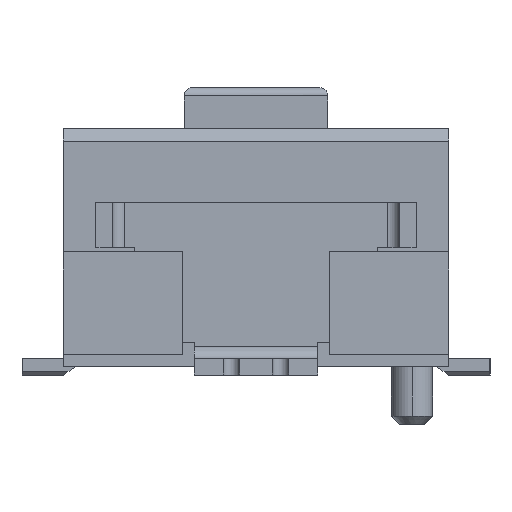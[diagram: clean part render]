
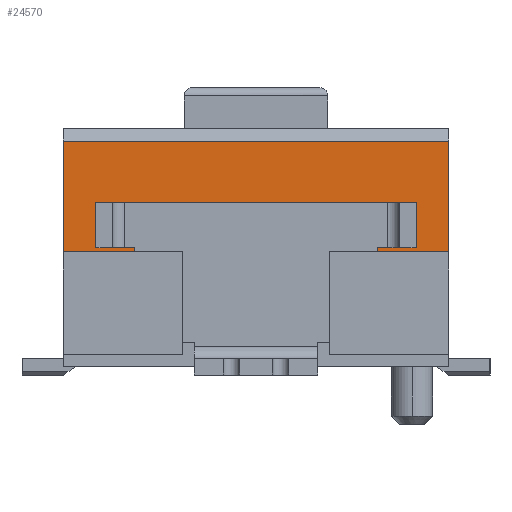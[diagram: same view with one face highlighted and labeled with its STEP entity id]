
A CAD part, left-side view. The second image highlights one B-rep face of the part: STEP entity #24570.
In plain terms, the highlighted planar face has unit normal (-1, 0, 0).
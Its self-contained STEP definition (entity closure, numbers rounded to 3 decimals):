
#7940=CARTESIAN_POINT('',(-9.1,2.35,3.85));
#7950=VERTEX_POINT('',#7940);
#7980=CARTESIAN_POINT('',(-9.1,2.35,0.));
#7990=DIRECTION('',(0.,0.,-1.));
#8000=VECTOR('',#7990,1.);
#8010=LINE('',#7980,#8000);
#8020=CARTESIAN_POINT('',(-9.1,2.35,2.5));
#8030=VERTEX_POINT('',#8020);
#8040=EDGE_CURVE('',#7950,#8030,#8010,.T.);
#23190=CARTESIAN_POINT('',(-9.1,-1.6,1.5));
#23200=DIRECTION('',(1.,0.,0.));
#23210=DIRECTION('',(0.,-1.,0.));
#23220=AXIS2_PLACEMENT_3D('',#23190,#23200,#23210);
#23230=PLANE('',#23220);
#23240=CARTESIAN_POINT('',(-9.1,0.,1.6));
#23250=DIRECTION('',(0.,1.,0.));
#23260=VECTOR('',#23250,1.);
#23270=LINE('',#23240,#23260);
#23280=CARTESIAN_POINT('',(-9.1,1.475,1.6));
#23290=VERTEX_POINT('',#23280);
#23300=CARTESIAN_POINT('',(-9.1,1.5,1.6));
#23310=VERTEX_POINT('',#23300);
#23320=EDGE_CURVE('',#23290,#23310,#23270,.T.);
#23330=ORIENTED_EDGE('',*,*,#23320,.F.);
#23340=CARTESIAN_POINT('',(-9.1,1.5,0.));
#23350=DIRECTION('',(0.,0.,-1.));
#23360=VECTOR('',#23350,1.);
#23370=LINE('',#23340,#23360);
#23380=CARTESIAN_POINT('',(-9.1,1.5,2.4));
#23390=VERTEX_POINT('',#23380);
#23400=EDGE_CURVE('',#23390,#23310,#23370,.T.);
#23410=ORIENTED_EDGE('',*,*,#23400,.T.);
#23420=CARTESIAN_POINT('',(-9.1,0.,0.9));
#23430=DIRECTION('',(0.,-0.707,-0.707));
#23440=VECTOR('',#23430,1.);
#23450=LINE('',#23420,#23440);
#23460=CARTESIAN_POINT('',(-9.1,1.6,2.5));
#23470=VERTEX_POINT('',#23460);
#23480=EDGE_CURVE('',#23470,#23390,#23450,.T.);
#23490=ORIENTED_EDGE('',*,*,#23480,.T.);
#23500=CARTESIAN_POINT('',(-9.1,0.,2.5));
#23510=DIRECTION('',(0.,-1.,0.));
#23520=VECTOR('',#23510,1.);
#23530=LINE('',#23500,#23520);
#23540=EDGE_CURVE('',#8030,#23470,#23530,.T.);
#23550=ORIENTED_EDGE('',*,*,#23540,.T.);
#23560=ORIENTED_EDGE('',*,*,#8040,.T.);
#23570=CARTESIAN_POINT('',(-9.1,0.,3.85));
#23580=DIRECTION('',(0.,1.,0.));
#23590=VECTOR('',#23580,1.);
#23600=LINE('',#23570,#23590);
#23610=CARTESIAN_POINT('',(-9.1,-2.35,3.85));
#23620=VERTEX_POINT('',#23610);
#23630=EDGE_CURVE('',#23620,#7950,#23600,.T.);
#23640=ORIENTED_EDGE('',*,*,#23630,.T.);
#23650=CARTESIAN_POINT('',(-9.1,-2.35,0.));
#23660=DIRECTION('',(0.,0.,1.));
#23670=VECTOR('',#23660,1.);
#23680=LINE('',#23650,#23670);
#23690=CARTESIAN_POINT('',(-9.1,-2.35,2.5));
#23700=VERTEX_POINT('',#23690);
#23710=EDGE_CURVE('',#23700,#23620,#23680,.T.);
#23720=ORIENTED_EDGE('',*,*,#23710,.T.);
#23730=CARTESIAN_POINT('',(-9.1,0.,2.5));
#23740=DIRECTION('',(0.,-1.,0.));
#23750=VECTOR('',#23740,1.);
#23760=LINE('',#23730,#23750);
#23770=CARTESIAN_POINT('',(-9.1,-1.6,2.5));
#23780=VERTEX_POINT('',#23770);
#23790=EDGE_CURVE('',#23780,#23700,#23760,.T.);
#23800=ORIENTED_EDGE('',*,*,#23790,.T.);
#23810=CARTESIAN_POINT('',(-9.1,0.9,0.));
#23820=DIRECTION('',(0.,-0.707,0.707));
#23830=VECTOR('',#23820,1.);
#23840=LINE('',#23810,#23830);
#23850=CARTESIAN_POINT('',(-9.1,-1.5,2.4));
#23860=VERTEX_POINT('',#23850);
#23870=EDGE_CURVE('',#23860,#23780,#23840,.T.);
#23880=ORIENTED_EDGE('',*,*,#23870,.T.);
#23890=CARTESIAN_POINT('',(-9.1,-1.5,0.));
#23900=DIRECTION('',(0.,0.,1.));
#23910=VECTOR('',#23900,1.);
#23920=LINE('',#23890,#23910);
#23930=CARTESIAN_POINT('',(-9.1,-1.5,1.6));
#23940=VERTEX_POINT('',#23930);
#23950=EDGE_CURVE('',#23940,#23860,#23920,.T.);
#23960=ORIENTED_EDGE('',*,*,#23950,.T.);
#23970=CARTESIAN_POINT('',(-9.1,-1.475,1.6));
#23980=VERTEX_POINT('',#23970);
#23990=EDGE_CURVE('',#23940,#23980,#23270,.T.);
#24000=ORIENTED_EDGE('',*,*,#23990,.F.);
#24010=CARTESIAN_POINT('',(-9.1,-1.475,0.));
#24020=DIRECTION('',(0.,0.,1.));
#24030=VECTOR('',#24020,1.);
#24040=LINE('',#24010,#24030);
#24050=CARTESIAN_POINT('',(-9.1,-1.475,2.55));
#24060=VERTEX_POINT('',#24050);
#24070=EDGE_CURVE('',#23980,#24060,#24040,.T.);
#24080=ORIENTED_EDGE('',*,*,#24070,.F.);
#24090=CARTESIAN_POINT('',(-9.1,0.,2.55));
#24100=DIRECTION('',(0.,-1.,0.));
#24110=VECTOR('',#24100,1.);
#24120=LINE('',#24090,#24110);
#24130=CARTESIAN_POINT('',(-9.1,-1.65,2.55));
#24140=VERTEX_POINT('',#24130);
#24150=EDGE_CURVE('',#24060,#24140,#24120,.T.);
#24160=ORIENTED_EDGE('',*,*,#24150,.F.);
#24170=CARTESIAN_POINT('',(-9.1,-1.65,2.724));
#24180=DIRECTION('',(0.,0.,1.));
#24190=VECTOR('',#24180,1.);
#24200=LINE('',#24170,#24190);
#24210=CARTESIAN_POINT('',(-9.1,-1.65,3.1));
#24220=VERTEX_POINT('',#24210);
#24230=EDGE_CURVE('',#24140,#24220,#24200,.T.);
#24240=ORIENTED_EDGE('',*,*,#24230,.F.);
#24250=CARTESIAN_POINT('',(-9.1,0.,3.1));
#24260=DIRECTION('',(0.,1.,0.));
#24270=VECTOR('',#24260,1.);
#24280=LINE('',#24250,#24270);
#24290=CARTESIAN_POINT('',(-9.1,1.65,3.1));
#24300=VERTEX_POINT('',#24290);
#24310=EDGE_CURVE('',#24220,#24300,#24280,.T.);
#24320=ORIENTED_EDGE('',*,*,#24310,.F.);
#24330=CARTESIAN_POINT('',(-9.1,1.65,2.49));
#24340=DIRECTION('',(0.,0.,1.));
#24350=VECTOR('',#24340,1.);
#24360=LINE('',#24330,#24350);
#24370=CARTESIAN_POINT('',(-9.1,1.65,2.55));
#24380=VERTEX_POINT('',#24370);
#24390=EDGE_CURVE('',#24380,#24300,#24360,.T.);
#24400=ORIENTED_EDGE('',*,*,#24390,.T.);
#24410=CARTESIAN_POINT('',(-9.1,0.,2.55));
#24420=DIRECTION('',(0.,1.,0.));
#24430=VECTOR('',#24420,1.);
#24440=LINE('',#24410,#24430);
#24450=CARTESIAN_POINT('',(-9.1,1.475,2.55));
#24460=VERTEX_POINT('',#24450);
#24470=EDGE_CURVE('',#24460,#24380,#24440,.T.);
#24480=ORIENTED_EDGE('',*,*,#24470,.T.);
#24490=CARTESIAN_POINT('',(-9.1,1.475,0.));
#24500=DIRECTION('',(0.,0.,1.));
#24510=VECTOR('',#24500,1.);
#24520=LINE('',#24490,#24510);
#24530=EDGE_CURVE('',#23290,#24460,#24520,.T.);
#24540=ORIENTED_EDGE('',*,*,#24530,.T.);
#24550=EDGE_LOOP('',(#24540,#24480,#24400,#24320,#24240,#24160,#24080,
#24000,#23960,#23880,#23800,#23720,#23640,#23560,#23550,#23490,#23410,
#23330));
#24560=FACE_OUTER_BOUND('',#24550,.T.);
#24570=ADVANCED_FACE('',(#24560),#23230,.F.);
